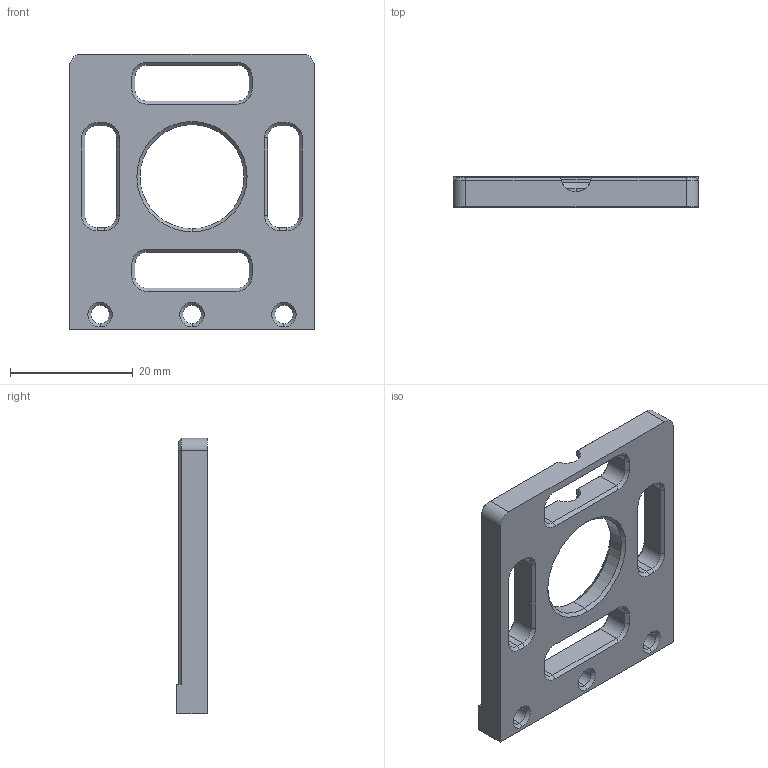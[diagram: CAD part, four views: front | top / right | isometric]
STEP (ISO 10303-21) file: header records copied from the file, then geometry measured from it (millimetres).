
FILE_DESCRIPTION (( 'STEP AP214' ), '1' );
FILE_NAME ('ClockBuffer_Stencil_holder_Rev_0.STEP', '2025-03-31T13:54:22', ( '' ), ( '' ), 'SwSTEP 2.0', 'SolidWorks 2025', '' );
FILE_SCHEMA (( 'AUTOMOTIVE_DESIGN' ));
Length unit declared in the file: millimetre
Products named in the file (1): ClockBuffer_Stencil_holder_Rev_0
Bounding box: 40 x 4.95 x 45 mm (x, y, z)
Volume: 5320 mm3; surface area: 4179.2 mm2
Topology: 1 solids, 1 shells, 178 faces, 436 edges, 258 vertices
Faces by surface type: plane 73, cone 63, cylinder 42
Entity records: 5213 total; most frequent: DIRECTION 932, CARTESIAN_POINT 917, ORIENTED_EDGE 872, EDGE_CURVE 436, AXIS2_PLACEMENT_3D 329, VECTOR 274, LINE 274, VERTEX_POINT 258
